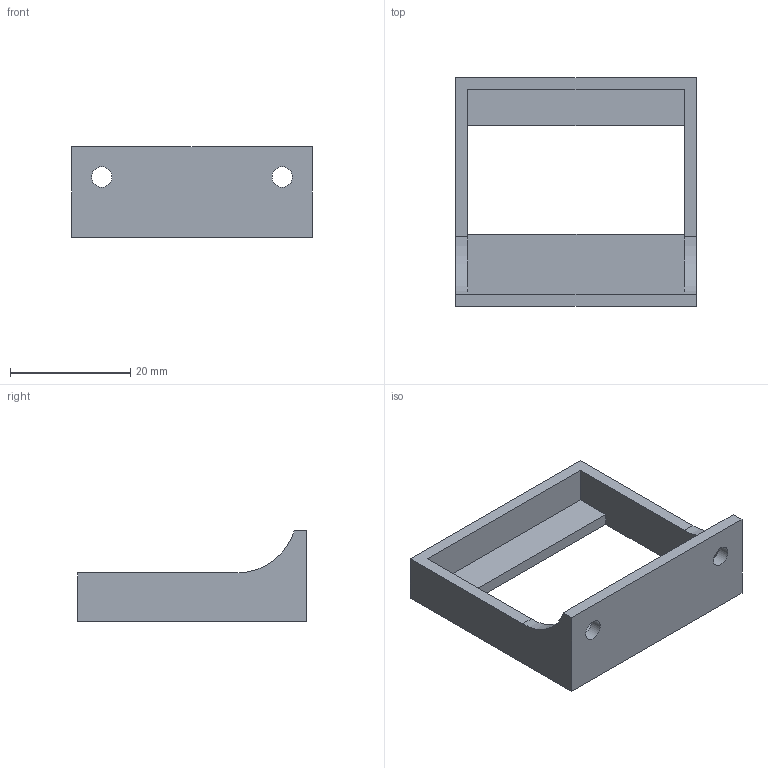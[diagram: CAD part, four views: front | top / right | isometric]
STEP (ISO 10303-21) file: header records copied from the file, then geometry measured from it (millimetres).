
FILE_DESCRIPTION(/* description */ (''),/* implementation_level */ '2;1');
FILE_NAME(/* name */ 'screen holder_v3.step',/* time_stamp */ '2023-05-19T17:32:45+02:00',/* author */ (''),/* organization */ (''),/* preprocessor_version */ 'ST-DEVELOPER v19.2',/* originating_system */ 'Autodesk Translation Framework v12.4.0.73',/* authorisation */ '');
FILE_SCHEMA (('AUTOMOTIVE_DESIGN { 1 0 10303 214 3 1 1 }'));
Length unit declared in the file: millimetre
Products named in the file (1): screen holder
Bounding box: 40 x 38 x 15 mm (x, y, z)
Volume: 4114.8 mm3; surface area: 4698 mm2
Topology: 1 solids, 1 shells, 19 faces, 52 edges, 34 vertices
Faces by surface type: plane 15, cylinder 4
Full cylindrical faces by diameter (mm): 3.4 x2
Entity records: 643 total; most frequent: CARTESIAN_POINT 106, ORIENTED_EDGE 104, DIRECTION 100, EDGE_CURVE 52, LINE 44, VECTOR 44, VERTEX_POINT 34, AXIS2_PLACEMENT_3D 28
